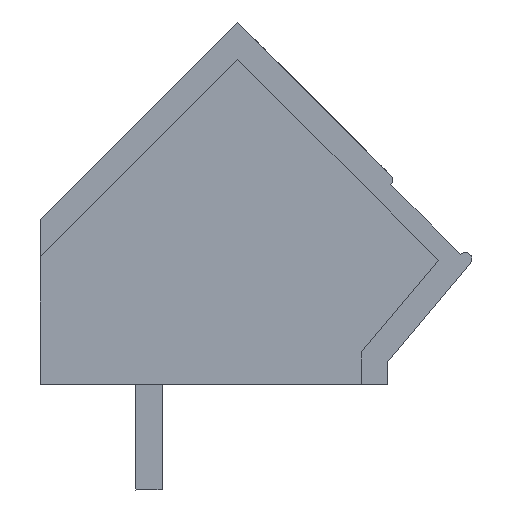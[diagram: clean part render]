
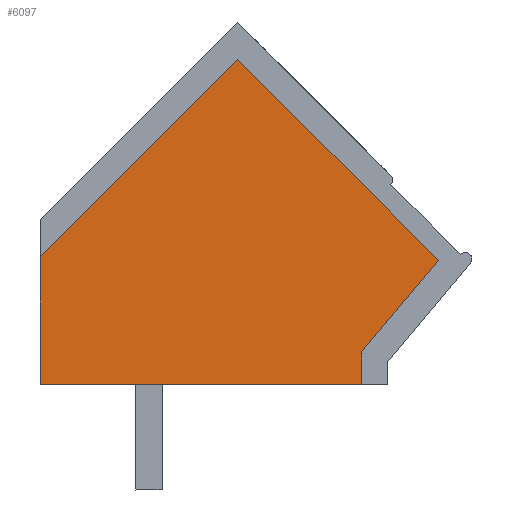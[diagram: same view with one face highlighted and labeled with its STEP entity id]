
A CAD part, left-side view. The second image highlights one B-rep face of the part: STEP entity #6097.
In plain terms, the highlighted planar face has unit normal (-1, 0, 0).
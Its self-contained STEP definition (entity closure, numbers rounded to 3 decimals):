
#6087=AXIS2_PLACEMENT_3D('Plane Axis2P3D',#6084,#6085,#6086) ;
#713=CARTESIAN_POINT('Vertex',(0.3,3.346,3.2)) ;
#716=CARTESIAN_POINT('Line Origine',(0.3,8.223,3.2)) ;
#720=CARTESIAN_POINT('Vertex',(0.3,13.1,3.2)) ;
#2872=CARTESIAN_POINT('Line Origine',(0.3,13.1,5.139)) ;
#2876=CARTESIAN_POINT('Vertex',(0.3,13.1,7.078)) ;
#2954=CARTESIAN_POINT('Line Origine',(0.3,10.105,10.073)) ;
#2958=CARTESIAN_POINT('Vertex',(0.3,7.11,13.069)) ;
#2979=CARTESIAN_POINT('Line Origine',(0.3,4.061,10.02)) ;
#2983=CARTESIAN_POINT('Vertex',(0.3,1.013,6.972)) ;
#3004=CARTESIAN_POINT('Line Origine',(0.3,2.18,5.582)) ;
#3008=CARTESIAN_POINT('Vertex',(0.3,3.346,4.191)) ;
#3029=CARTESIAN_POINT('Line Origine',(0.3,3.346,3.696)) ;
#6084=CARTESIAN_POINT('Axis2P3D Location',(0.3,4.168,11.258)) ;
#717=DIRECTION('Vector Direction',(0.,-1.,0.)) ;
#2873=DIRECTION('Vector Direction',(0.,0.,-1.)) ;
#2955=DIRECTION('Vector Direction',(0.,-0.707,0.707)) ;
#2980=DIRECTION('Vector Direction',(0.,-0.707,-0.707)) ;
#3005=DIRECTION('Vector Direction',(0.,0.643,-0.766)) ;
#3030=DIRECTION('Vector Direction',(0.,0.,-1.)) ;
#6085=DIRECTION('Axis2P3D Direction',(-1.,-0.,0.)) ;
#6086=DIRECTION('Axis2P3D XDirection',(0.,-0.707,-0.707)) ;
#718=VECTOR('Line Direction',#717,1.) ;
#2874=VECTOR('Line Direction',#2873,1.) ;
#2956=VECTOR('Line Direction',#2955,1.) ;
#2981=VECTOR('Line Direction',#2980,1.) ;
#3006=VECTOR('Line Direction',#3005,1.) ;
#3031=VECTOR('Line Direction',#3030,1.) ;
#6090=ORIENTED_EDGE('',*,*,#2960,.F.) ;
#6091=ORIENTED_EDGE('',*,*,#2878,.T.) ;
#6092=ORIENTED_EDGE('',*,*,#722,.T.) ;
#6093=ORIENTED_EDGE('',*,*,#3033,.F.) ;
#6094=ORIENTED_EDGE('',*,*,#3010,.F.) ;
#6095=ORIENTED_EDGE('',*,*,#2985,.F.) ;
#6097=ADVANCED_FACE('HOUSING',(#6096),#6088,.T.) ;
#722=EDGE_CURVE('',#721,#714,#719,.T.) ;
#2878=EDGE_CURVE('',#2877,#721,#2875,.T.) ;
#2960=EDGE_CURVE('',#2877,#2959,#2957,.T.) ;
#2985=EDGE_CURVE('',#2959,#2984,#2982,.T.) ;
#3010=EDGE_CURVE('',#2984,#3009,#3007,.T.) ;
#3033=EDGE_CURVE('',#3009,#714,#3032,.T.) ;
#6089=EDGE_LOOP('',(#6090,#6091,#6092,#6093,#6094,#6095)) ;
#6096=FACE_OUTER_BOUND('',#6089,.T.) ;
#719=LINE('Line',#716,#718) ;
#2875=LINE('Line',#2872,#2874) ;
#2957=LINE('Line',#2954,#2956) ;
#2982=LINE('Line',#2979,#2981) ;
#3007=LINE('Line',#3004,#3006) ;
#3032=LINE('Line',#3029,#3031) ;
#6088=PLANE('',#6087) ;
#714=VERTEX_POINT('',#713) ;
#721=VERTEX_POINT('',#720) ;
#2877=VERTEX_POINT('',#2876) ;
#2959=VERTEX_POINT('',#2958) ;
#2984=VERTEX_POINT('',#2983) ;
#3009=VERTEX_POINT('',#3008) ;
